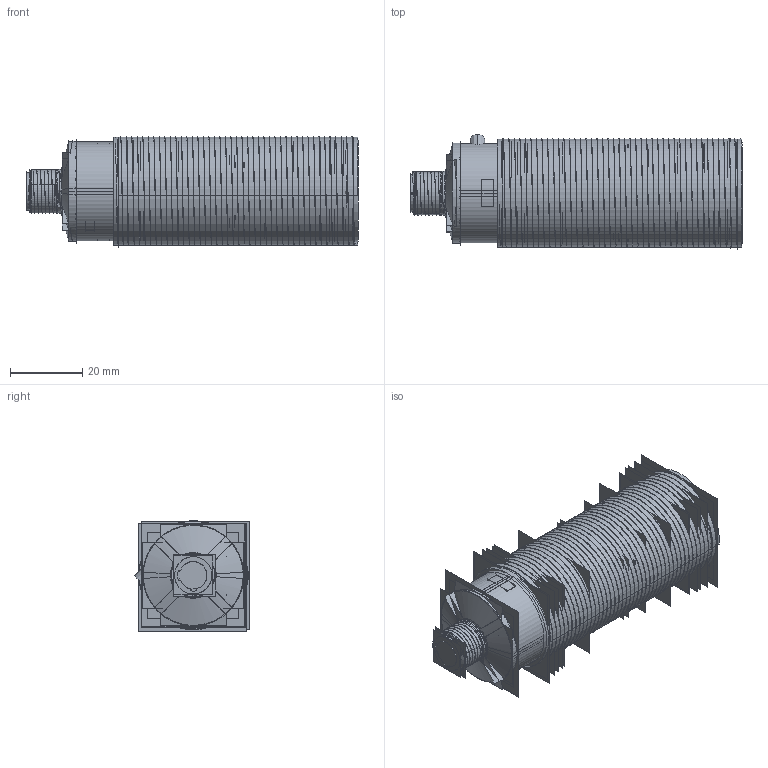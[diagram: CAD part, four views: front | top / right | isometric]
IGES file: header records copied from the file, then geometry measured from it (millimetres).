
Start section:  PTC IGES file: 156679.igs
Global section: file name: 156679.igs; native system: Creo Parametric by Parametric Technology Corporation; preprocessor: 2013230; author: pdmadmin; organization: Unknown; date: 20160407.140202; units: millimetre
Bounding box: 91.85 x 31.82 x 30.51 mm (x, y, z)
Volume: 26988.3 mm3; surface area: 737273.2 mm2
Topology: 10 solids, 11 shells, 1366 faces, 7822 edges, 10482 vertices
Faces by surface type: bspline 776, revolution 590
